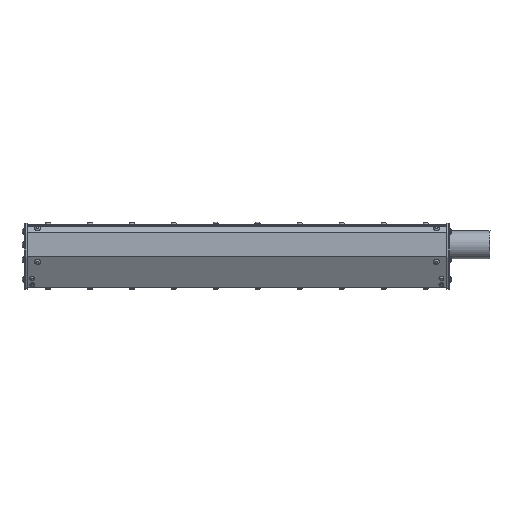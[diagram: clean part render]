
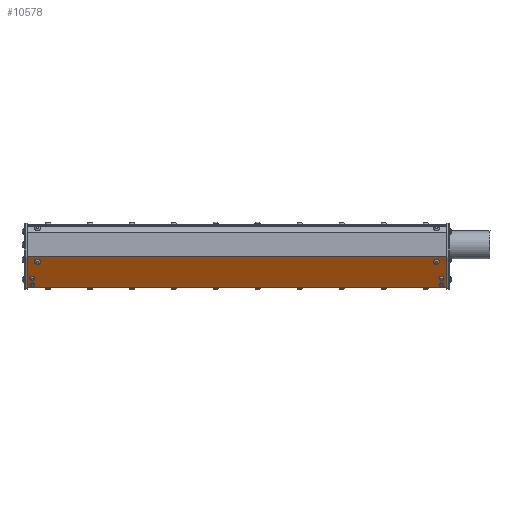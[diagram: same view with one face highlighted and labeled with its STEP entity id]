
A CAD part, front view. The second image highlights one B-rep face of the part: STEP entity #10578.
In plain terms, the highlighted planar face has unit normal (0, -0.866, -0.5).
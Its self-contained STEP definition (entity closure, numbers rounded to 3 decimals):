
#789=FACE_BOUND('',#3601,.T.);
#790=FACE_BOUND('',#3602,.T.);
#791=FACE_BOUND('',#3603,.T.);
#792=FACE_BOUND('',#3604,.T.);
#793=FACE_BOUND('',#3605,.T.);
#794=FACE_BOUND('',#3606,.T.);
#1709=LINE('',#39888,#2145);
#1767=LINE('',#40045,#2203);
#1798=LINE('',#40109,#2234);
#1799=LINE('',#40111,#2235);
#2145=VECTOR('',#13736,0.394);
#2203=VECTOR('',#13888,0.394);
#2234=VECTOR('',#13977,0.394);
#2235=VECTOR('',#13980,0.394);
#2694=FACE_OUTER_BOUND('',#3600,.T.);
#3600=EDGE_LOOP('',(#8366,#8367,#8368,#8369));
#3601=EDGE_LOOP('',(#8370));
#3602=EDGE_LOOP('',(#8371));
#3603=EDGE_LOOP('',(#8372));
#3604=EDGE_LOOP('',(#8373));
#3605=EDGE_LOOP('',(#8374));
#3606=EDGE_LOOP('',(#8375));
#4384=CIRCLE('',#11516,0.217);
#4389=CIRCLE('',#11526,0.217);
#4396=CIRCLE('',#11540,0.177);
#4401=CIRCLE('',#11550,0.177);
#4406=CIRCLE('',#11560,0.177);
#4429=CIRCLE('',#11600,0.177);
#5128=VERTEX_POINT('',#39692);
#5133=VERTEX_POINT('',#39707);
#5140=VERTEX_POINT('',#39728);
#5145=VERTEX_POINT('',#39743);
#5150=VERTEX_POINT('',#39758);
#5179=VERTEX_POINT('',#39833);
#5204=VERTEX_POINT('',#39885);
#5205=VERTEX_POINT('',#39887);
#5223=VERTEX_POINT('',#39972);
#5257=VERTEX_POINT('',#40043);
#6204=EDGE_CURVE('',#5128,#5128,#4384,.T.);
#6209=EDGE_CURVE('',#5133,#5133,#4389,.T.);
#6216=EDGE_CURVE('',#5140,#5140,#4396,.T.);
#6221=EDGE_CURVE('',#5145,#5145,#4401,.T.);
#6226=EDGE_CURVE('',#5150,#5150,#4406,.T.);
#6255=EDGE_CURVE('',#5179,#5179,#4429,.T.);
#6281=EDGE_CURVE('',#5205,#5204,#1709,.T.);
#6363=EDGE_CURVE('',#5257,#5223,#1767,.T.);
#6396=EDGE_CURVE('',#5204,#5223,#1798,.T.);
#6397=EDGE_CURVE('',#5205,#5257,#1799,.T.);
#8366=ORIENTED_EDGE('',*,*,#6281,.T.);
#8367=ORIENTED_EDGE('',*,*,#6396,.T.);
#8368=ORIENTED_EDGE('',*,*,#6363,.F.);
#8369=ORIENTED_EDGE('',*,*,#6397,.F.);
#8370=ORIENTED_EDGE('',*,*,#6204,.T.);
#8371=ORIENTED_EDGE('',*,*,#6209,.T.);
#8372=ORIENTED_EDGE('',*,*,#6216,.T.);
#8373=ORIENTED_EDGE('',*,*,#6221,.T.);
#8374=ORIENTED_EDGE('',*,*,#6226,.T.);
#8375=ORIENTED_EDGE('',*,*,#6255,.T.);
#10076=PLANE('',#11690);
#10578=ADVANCED_FACE('',(#2694,#789,#790,#791,#792,#793,#794),#10076,.T.);
#11516=AXIS2_PLACEMENT_3D('',#39693,#13520,#13521);
#11526=AXIS2_PLACEMENT_3D('',#39708,#13540,#13541);
#11540=AXIS2_PLACEMENT_3D('',#39729,#13568,#13569);
#11550=AXIS2_PLACEMENT_3D('',#39744,#13588,#13589);
#11560=AXIS2_PLACEMENT_3D('',#39759,#13608,#13609);
#11600=AXIS2_PLACEMENT_3D('',#39834,#13694,#13695);
#11690=AXIS2_PLACEMENT_3D('',#40110,#13978,#13979);
#13520=DIRECTION('center_axis',(0.,0.866,0.5));
#13521=DIRECTION('ref_axis',(0.866,0.25,-0.433));
#13540=DIRECTION('center_axis',(0.,0.866,0.5));
#13541=DIRECTION('ref_axis',(0.866,0.25,-0.433));
#13568=DIRECTION('center_axis',(0.,0.866,0.5));
#13569=DIRECTION('ref_axis',(-1.,0.,0.));
#13588=DIRECTION('center_axis',(0.,0.866,0.5));
#13589=DIRECTION('ref_axis',(-1.,0.,0.));
#13608=DIRECTION('center_axis',(0.,0.866,0.5));
#13609=DIRECTION('ref_axis',(-1.,0.,0.));
#13694=DIRECTION('center_axis',(0.,0.866,0.5));
#13695=DIRECTION('ref_axis',(-0.282,0.48,-0.831));
#13736=DIRECTION('',(0.,0.5,-0.866));
#13888=DIRECTION('',(0.,0.5,-0.866));
#13977=DIRECTION('',(1.,0.,0.));
#13978=DIRECTION('center_axis',(0.,-0.866,
-0.5));
#13979=DIRECTION('ref_axis',(0.,0.5,-0.866));
#13980=DIRECTION('',(1.,0.,0.));
#39692=CARTESIAN_POINT('',(-20.04,-3.626,6.179));
#39693=CARTESIAN_POINT('Origin',(-20.228,-3.68,6.273));
#39707=CARTESIAN_POINT('',(8.46,-3.626,6.179));
#39708=CARTESIAN_POINT('Origin',(8.272,-3.68,6.273));
#39728=CARTESIAN_POINT('',(-20.78,-2.728,4.623));
#39729=CARTESIAN_POINT('Origin',(-20.603,-2.728,4.623));
#39743=CARTESIAN_POINT('',(-20.78,-2.994,5.084));
#39744=CARTESIAN_POINT('Origin',(-20.603,-2.994,5.084));
#39758=CARTESIAN_POINT('',(8.47,-2.728,4.623));
#39759=CARTESIAN_POINT('Origin',(8.647,-2.728,4.623));
#39833=CARTESIAN_POINT('',(8.597,-2.909,4.937));
#39834=CARTESIAN_POINT('Origin',(8.647,-2.994,5.084));
#39885=CARTESIAN_POINT('',(-20.978,-2.599,4.4));
#39887=CARTESIAN_POINT('',(-20.978,-3.897,6.648));
#39888=CARTESIAN_POINT('',(-20.978,-3.897,6.648));
#39972=CARTESIAN_POINT('',(9.022,-2.599,4.4));
#40043=CARTESIAN_POINT('',(9.022,-3.897,6.648));
#40045=CARTESIAN_POINT('',(9.022,-3.897,6.648));
#40109=CARTESIAN_POINT('',(-20.978,-2.599,4.4));
#40110=CARTESIAN_POINT('Origin',(-20.978,-3.897,6.648));
#40111=CARTESIAN_POINT('',(-20.978,-3.897,6.648));
